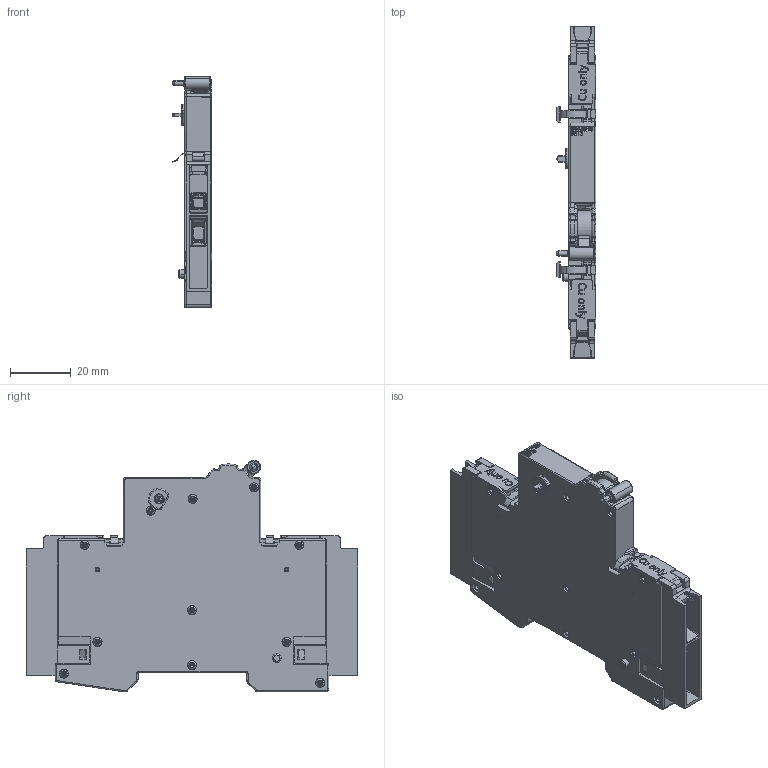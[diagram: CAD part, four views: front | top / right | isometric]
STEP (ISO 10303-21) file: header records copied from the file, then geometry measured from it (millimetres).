
FILE_DESCRIPTION(('STEP AP214'),'1');
FILE_NAME('cctmp_AF87C052-FADB-46E0-8CBA-5F2575291BCF_2023_07_24_20_36_19_0310..stp','2023-07-24T18:36:25',('SIEMENS A&D'),('CADClick - www.CADClick.com'),'Spatial InterOp 3D postprocessed',' ','unknown authorization');
FILE_SCHEMA(('AUTOMOTIVE_DESIGN'));
Length unit declared in the file: millimetre
Products named in the file (6): cc_unnamed; 2023_07_24_20_36_19_0089; 2023_07_24_20_36_19_0058; 2023_07_24_20_36_19_0027; 2023_07_24_20_36_18_0996; 2023_07_24_20_36_18_0964
Assembly tree (5 placements, depth 2):
  cc_unnamed
    2023_07_24_20_36_19_0089
    2023_07_24_20_36_19_0058
    2023_07_24_20_36_19_0027
    2023_07_24_20_36_18_0996
    2023_07_24_20_36_18_0964
Bounding box: 13.1 x 108.8 x 75.84 mm (x, y, z)
Volume: 24353.8 mm3; surface area: 36999 mm2
Topology: 5 solids, 15 shells, 3629 faces, 10198 edges, 6574 vertices
Faces by surface type: plane 1701, cylinder 948, bspline 356, cone 324, torus 242, sphere 58
Entity records: 157216 total; most frequent: CARTESIAN_POINT 57002, ORIENTED_EDGE 20312, DIRECTION 16831, EDGE_CURVE 10156, VERTEX_POINT 6573, LINE 5697, VECTOR 5697, AXIS2_PLACEMENT_3D 5567
